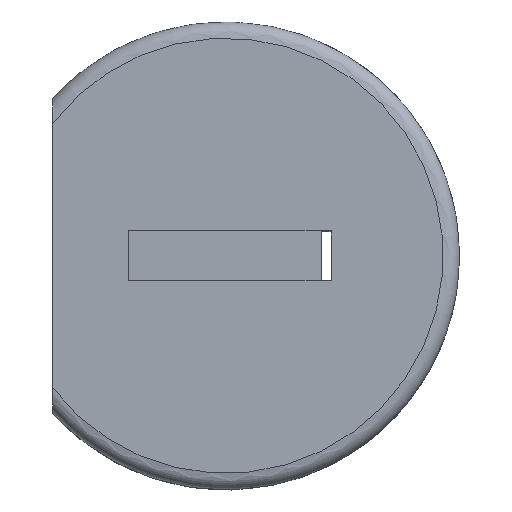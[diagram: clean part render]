
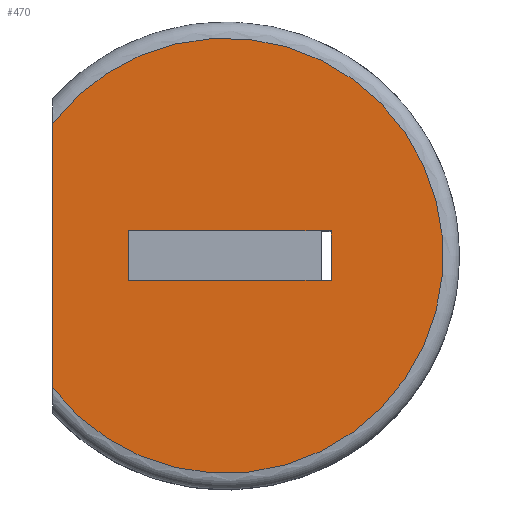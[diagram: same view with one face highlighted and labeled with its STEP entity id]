
A CAD part, top view. The second image highlights one B-rep face of the part: STEP entity #470.
In plain terms, the highlighted planar face has unit normal (0, 0, 1).
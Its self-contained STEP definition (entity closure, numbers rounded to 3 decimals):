
#23=CIRCLE('',#505,13.4);
#38=FACE_BOUND('',#76,.T.);
#47=FACE_OUTER_BOUND('',#75,.T.);
#75=EDGE_LOOP('',(#360,#361));
#76=EDGE_LOOP('',(#362,#363,#364,#365));
#94=LINE('',#679,#146);
#115=LINE('',#772,#167);
#116=LINE('',#774,#168);
#117=LINE('',#776,#169);
#118=LINE('',#777,#170);
#146=VECTOR('',#543,10.);
#167=VECTOR('',#596,10.);
#168=VECTOR('',#597,10.);
#169=VECTOR('',#598,10.);
#170=VECTOR('',#599,10.);
#202=VERTEX_POINT('',#666);
#204=VERTEX_POINT('',#678);
#229=VERTEX_POINT('',#770);
#230=VERTEX_POINT('',#771);
#231=VERTEX_POINT('',#773);
#232=VERTEX_POINT('',#775);
#247=EDGE_CURVE('',#204,#202,#94,.T.);
#259=EDGE_CURVE('',#204,#202,#23,.T.);
#280=EDGE_CURVE('',#229,#230,#115,.T.);
#281=EDGE_CURVE('',#230,#231,#116,.T.);
#282=EDGE_CURVE('',#231,#232,#117,.T.);
#283=EDGE_CURVE('',#232,#229,#118,.T.);
#360=ORIENTED_EDGE('',*,*,#247,.T.);
#361=ORIENTED_EDGE('',*,*,#259,.F.);
#362=ORIENTED_EDGE('',*,*,#280,.T.);
#363=ORIENTED_EDGE('',*,*,#281,.T.);
#364=ORIENTED_EDGE('',*,*,#282,.T.);
#365=ORIENTED_EDGE('',*,*,#283,.T.);
#447=PLANE('',#518);
#470=ADVANCED_FACE('',(#47,#38),#447,.T.);
#505=AXIS2_PLACEMENT_3D('',#728,#555,#556);
#518=AXIS2_PLACEMENT_3D('',#769,#594,#595);
#543=DIRECTION('',(0.,-1.,0.));
#555=DIRECTION('center_axis',(0.,0.,-1.));
#556=DIRECTION('ref_axis',(-1.,0.,0.));
#594=DIRECTION('center_axis',(0.,0.,1.));
#595=DIRECTION('ref_axis',(-1.,0.,0.));
#596=DIRECTION('',(1.,0.,0.));
#597=DIRECTION('',(0.,-1.,0.));
#598=DIRECTION('',(-1.,0.,0.));
#599=DIRECTION('',(0.,1.,0.));
#666=CARTESIAN_POINT('',(-10.653,-8.129,17.04));
#678=CARTESIAN_POINT('',(-10.653,8.129,17.04));
#679=CARTESIAN_POINT('',(-10.653,7.75,17.04));
#728=CARTESIAN_POINT('Origin',(0.,0.,17.04));
#769=CARTESIAN_POINT('Origin',(0.,0.,
17.04));
#770=CARTESIAN_POINT('',(-6.,1.525,17.04));
#771=CARTESIAN_POINT('',(6.5,1.525,17.04));
#772=CARTESIAN_POINT('',(5.9,1.525,17.04));
#773=CARTESIAN_POINT('',(6.5,-1.525,17.04));
#774=CARTESIAN_POINT('',(6.5,1.525,17.04));
#775=CARTESIAN_POINT('',(-6.,-1.525,17.04));
#776=CARTESIAN_POINT('',(-6.,-1.525,17.04));
#777=CARTESIAN_POINT('',(-6.,1.525,17.04));
